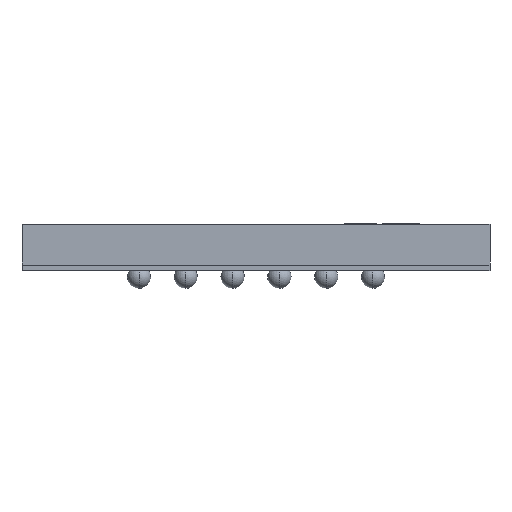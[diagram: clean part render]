
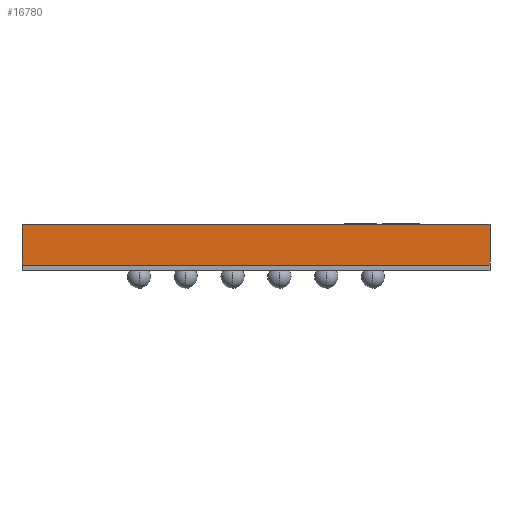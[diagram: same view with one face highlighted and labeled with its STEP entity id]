
A CAD part, front view. The second image highlights one B-rep face of the part: STEP entity #16780.
In plain terms, the highlighted planar face has unit normal (0, -1, 0).
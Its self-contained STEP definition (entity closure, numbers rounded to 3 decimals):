
#1702 = VECTOR ( 'NONE', #14333, 1000. ) ;
#1845 = ORIENTED_EDGE ( 'NONE', *, *, #3694, .F. ) ;
#1918 = CARTESIAN_POINT ( 'NONE',  ( -4., -4.5, 0. ) ) ;
#2070 = DIRECTION ( 'NONE',  ( 1., 0., 0. ) ) ;
#2563 = PLANE ( 'NONE',  #15077 ) ;
#2723 = ORIENTED_EDGE ( 'NONE', *, *, #3384, .T. ) ;
#2929 = VERTEX_POINT ( 'NONE', #1918 ) ;
#3384 = EDGE_CURVE ( 'NONE', #2929, #11472, #12261, .T. ) ;
#3694 = EDGE_CURVE ( 'NONE', #18223, #7617, #12925, .T. ) ;
#3936 = CARTESIAN_POINT ( 'NONE',  ( 4., -4.5, 0.7 ) ) ;
#5407 = DIRECTION ( 'NONE',  ( 0., 1., 0. ) ) ;
#7183 = LINE ( 'NONE', #10315, #18164 ) ;
#7617 = VERTEX_POINT ( 'NONE', #13551 ) ;
#8566 = DIRECTION ( 'NONE',  ( 0., 0., -1. ) ) ;
#9856 = LINE ( 'NONE', #3936, #1702 ) ;
#10315 = CARTESIAN_POINT ( 'NONE',  ( -4., -4.5, 0.7 ) ) ;
#11472 = VERTEX_POINT ( 'NONE', #19174 ) ;
#11814 = EDGE_CURVE ( 'NONE', #7617, #11472, #9856, .T. ) ;
#12261 = LINE ( 'NONE', #18396, #19200 ) ;
#12773 = FACE_OUTER_BOUND ( 'NONE', #15199, .T. ) ;
#12795 = CARTESIAN_POINT ( 'NONE',  ( -4., -4.5, 0.7 ) ) ;
#12925 = LINE ( 'NONE', #13014, #13131 ) ;
#13014 = CARTESIAN_POINT ( 'NONE',  ( -4., -4.5, 0.7 ) ) ;
#13131 = VECTOR ( 'NONE', #18962, 1000. ) ;
#13551 = CARTESIAN_POINT ( 'NONE',  ( 4., -4.5, 0.7 ) ) ;
#14333 = DIRECTION ( 'NONE',  ( 0., 0., -1. ) ) ;
#14628 = DIRECTION ( 'NONE',  ( 0., 0., 1. ) ) ;
#15077 = AXIS2_PLACEMENT_3D ( 'NONE', #17138, #5407, #14628 ) ;
#15199 = EDGE_LOOP ( 'NONE', ( #2723, #18839, #1845, #18318 ) ) ;
#15768 = EDGE_CURVE ( 'NONE', #18223, #2929, #7183, .T. ) ;
#16780 = ADVANCED_FACE ( 'NONE', ( #12773 ), #2563, .F. ) ;
#17138 = CARTESIAN_POINT ( 'NONE',  ( -4., -4.5, 0.7 ) ) ;
#18164 = VECTOR ( 'NONE', #8566, 1000. ) ;
#18223 = VERTEX_POINT ( 'NONE', #12795 ) ;
#18318 = ORIENTED_EDGE ( 'NONE', *, *, #15768, .T. ) ;
#18396 = CARTESIAN_POINT ( 'NONE',  ( -4., -4.5, 0. ) ) ;
#18839 = ORIENTED_EDGE ( 'NONE', *, *, #11814, .F. ) ;
#18962 = DIRECTION ( 'NONE',  ( 1., 0., 0. ) ) ;
#19174 = CARTESIAN_POINT ( 'NONE',  ( 4., -4.5, 0. ) ) ;
#19200 = VECTOR ( 'NONE', #2070, 1000. ) ;
